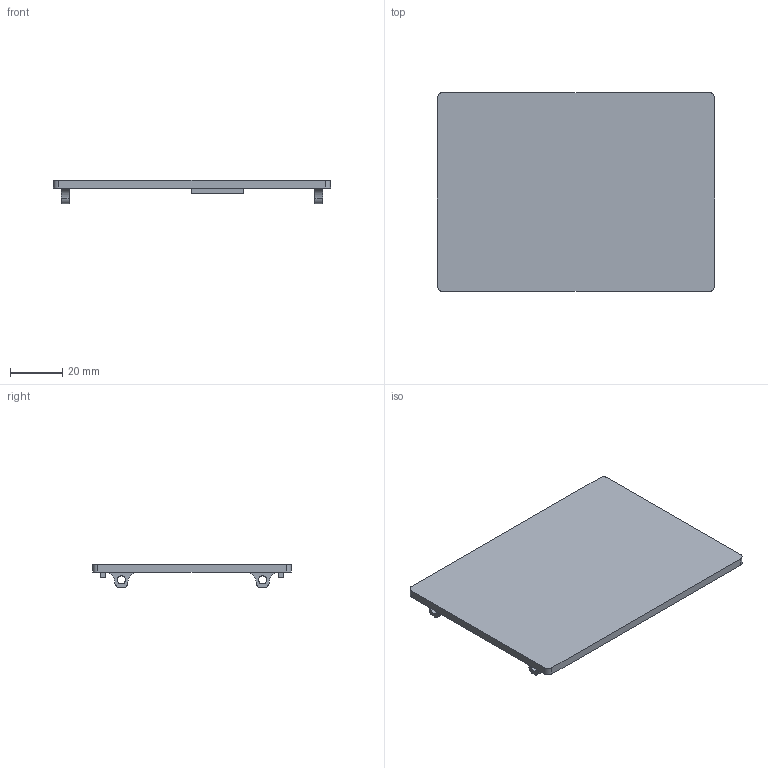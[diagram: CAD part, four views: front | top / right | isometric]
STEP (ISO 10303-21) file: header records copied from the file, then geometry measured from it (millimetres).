
FILE_DESCRIPTION(/* description */ (''),/* implementation_level */ '2;1');
FILE_NAME(/* name */ 'Box_Driver_Top.stp',/* time_stamp */ '2024-09-30T19:31:06+02:00',/* author */ ('Pavel Povolni'),/* organization */ (''),/* preprocessor_version */ 'ST-DEVELOPER v19.2',/* originating_system */ 'Autodesk Inventor 2024',/* authorisation */ '');
FILE_SCHEMA (('AUTOMOTIVE_DESIGN { 1 0 10303 214 3 1 1 }'));
Length unit declared in the file: millimetre
Products named in the file (1): Box_Arduino_Oben_2
Bounding box: 106 x 76 x 9 mm (x, y, z)
Volume: 24648.9 mm3; surface area: 17782.7 mm2
Topology: 1 solids, 1 shells, 52 faces, 132 edges, 88 vertices
Faces by surface type: plane 28, cylinder 24
Full cylindrical faces by diameter (mm): 3.1 x4
Entity records: 1643 total; most frequent: DIRECTION 286, CARTESIAN_POINT 273, ORIENTED_EDGE 264, EDGE_CURVE 132, AXIS2_PLACEMENT_3D 101, VERTEX_POINT 88, LINE 84, VECTOR 84
